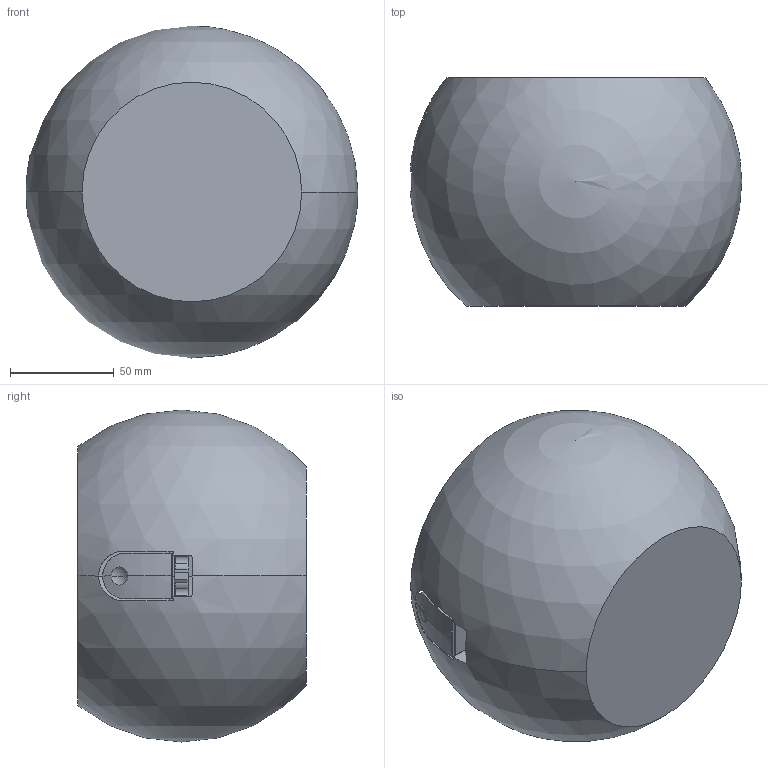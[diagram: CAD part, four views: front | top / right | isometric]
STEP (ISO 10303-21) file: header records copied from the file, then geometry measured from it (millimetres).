
FILE_DESCRIPTION (( 'STEP AP203' ), '1' );
FILE_NAME ('USBinSphere.STEP', '2021-10-27T16:54:27', ( '' ), ( '' ), 'SwSTEP 2.0', 'SolidWorks 2018', '' );
FILE_SCHEMA (( 'CONFIG_CONTROL_DESIGN' ));
Length unit declared in the file: millimetre
Products named in the file (1): USBinSphere
Bounding box: 159.84 x 110 x 160 mm (x, y, z)
Volume: 130678.8 mm3; surface area: 132899.7 mm2
Topology: 1 solids, 1 shells, 156 faces, 407 edges, 245 vertices
Faces by surface type: cylinder 58, torus 55, plane 29, sphere 10, bspline 4
Entity records: 5313 total; most frequent: CARTESIAN_POINT 1358, DIRECTION 909, ORIENTED_EDGE 794, EDGE_CURVE 397, AXIS2_PLACEMENT_3D 392, VERTEX_POINT 239, CIRCLE 239, EDGE_LOOP 158
